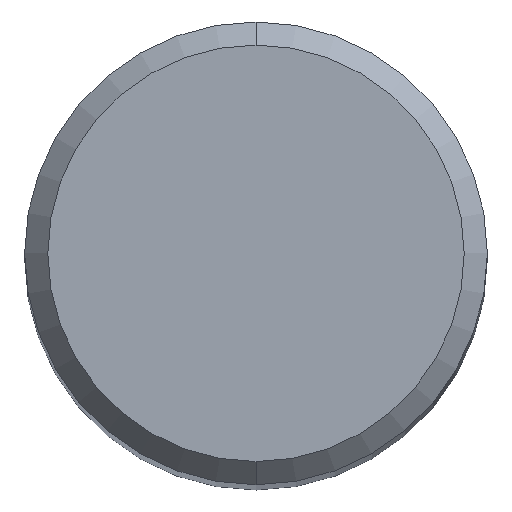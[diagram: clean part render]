
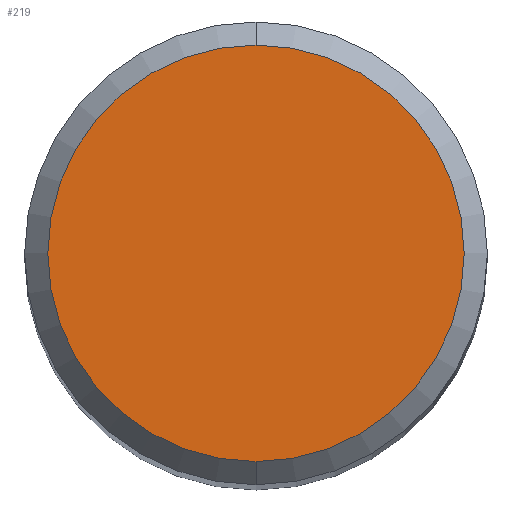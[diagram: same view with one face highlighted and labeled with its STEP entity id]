
A CAD part, top view. The second image highlights one B-rep face of the part: STEP entity #219.
In plain terms, the highlighted planar face has unit normal (0, 0, 1).
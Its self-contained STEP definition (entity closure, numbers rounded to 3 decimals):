
#205=VERTEX_POINT('',#514);
#219=ADVANCED_FACE('',(#528),#529,.T.);
#353=EDGE_CURVE('',#205,#429,#682,.T.);
#429=VERTEX_POINT('',#763);
#453=EDGE_CURVE('',#429,#205,#788,.T.);
#514=CARTESIAN_POINT('',(0.,-3.6,0.0));
#528=FACE_OUTER_BOUND('',#936,.T.);
#529=PLANE('',#937);
#682=CIRCLE('',#1213,3.6);
#763=CARTESIAN_POINT('',(0.0,3.6,0.0));
#788=CIRCLE('',#1441,3.6);
#936=EDGE_LOOP('',(#1491,#1492));
#937=AXIS2_PLACEMENT_3D('',#1493,#1494,#1495);
#1213=AXIS2_PLACEMENT_3D('',#1710,#1711,#1712);
#1441=AXIS2_PLACEMENT_3D('',#1791,#1792,#1793);
#1491=ORIENTED_EDGE('',*,*,#453,.F.);
#1492=ORIENTED_EDGE('',*,*,#353,.F.);
#1493=CARTESIAN_POINT('',(0.0,1.8,0.0));
#1494=DIRECTION('',(-0.0,0.0,1.0));
#1495=DIRECTION('',(0.0,-1.0,0.0));
#1710=CARTESIAN_POINT('',(0.0,0.0,0.0));
#1711=DIRECTION('',(0.0,0.0,-1.0));
#1712=DIRECTION('',(0.0,1.0,0.0));
#1791=CARTESIAN_POINT('',(0.0,0.0,0.0));
#1792=DIRECTION('',(0.0,0.0,-1.0));
#1793=DIRECTION('',(0.0,1.0,0.0));
